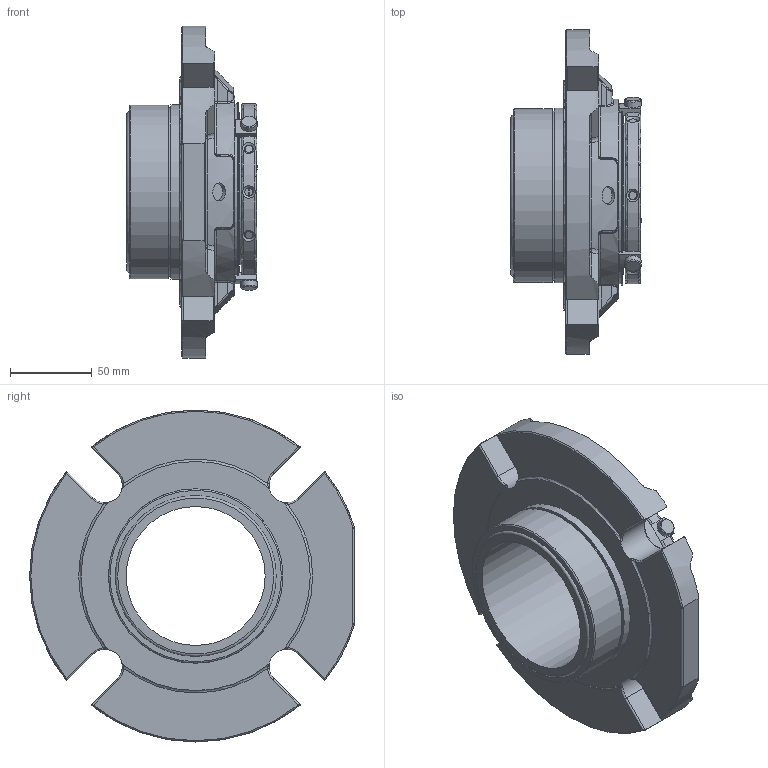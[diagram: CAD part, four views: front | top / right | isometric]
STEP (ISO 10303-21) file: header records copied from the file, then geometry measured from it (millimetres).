
FILE_DESCRIPTION(/* description */ ('Unknown'),/* implementation_level */ '2;1');
FILE_NAME(/* name */ '85mm',/* time_stamp */ '2023-02-14T12:54:01+00:00',/* author */ ('Unknown'),/* organization */ ('Unknown'),/* preprocessor_version */ 'ST-DEVELOPER v16.7',/* originating_system */ 'Solid Edge',/* authorisation */ 'Unknown');
FILE_SCHEMA (('AUTOMOTIVE_DESIGN {1 0 10303 214 3 1 1}'));
Length unit declared in the file: millimetre
Products named in the file (1): 85mm
Bounding box: 79.63 x 198.47 x 202.95 mm (x, y, z)
Volume: 679866.5 mm3; surface area: 112987.7 mm2
Topology: 1 solids, 1 shells, 598 faces, 1571 edges, 999 vertices
Faces by surface type: plane 219, cylinder 159, bspline 91, torus 71, cone 36, sphere 22
Full cylindrical faces by diameter (mm): 2.821 x1, 5 x2, 6 x3, 10 x3, 10.998 x3, 84.988 x1, 88.875 x1, 96.825 x1, 98.4 x1, 103.378 x1, 106.35 x1, 106.68 x1, 107.899 x1, 109.423 x1
Entity records: 25328 total; most frequent: CARTESIAN_POINT 7645, ORIENTED_EDGE 2954, DIRECTION 2534, EDGE_CURVE 1477, AXIS2_PLACEMENT_3D 999, VERTEX_POINT 958, EDGE_LOOP 701, FACE_BOUND 701
